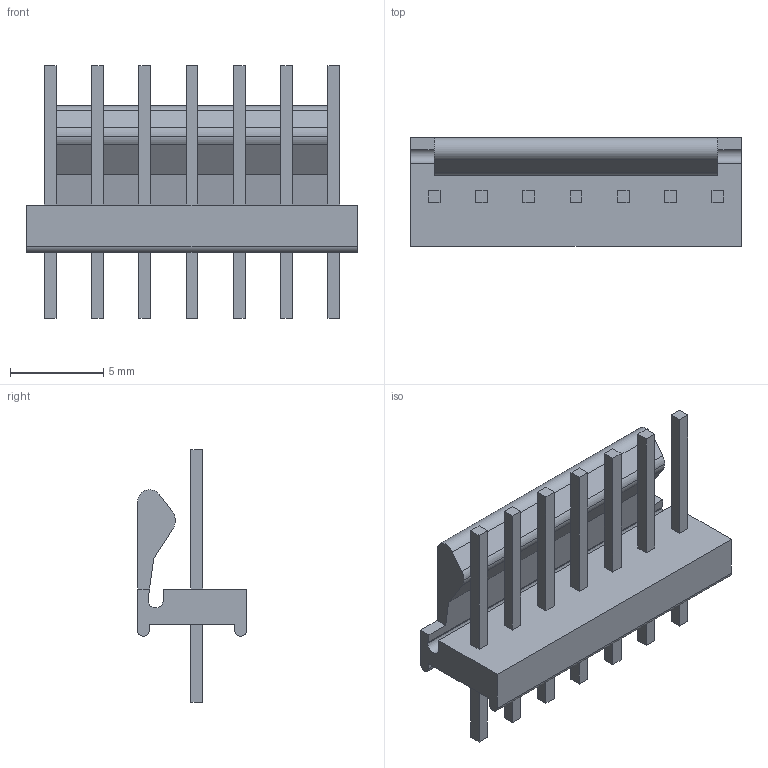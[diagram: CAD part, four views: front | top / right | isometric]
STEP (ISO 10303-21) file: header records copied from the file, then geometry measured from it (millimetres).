
FILE_DESCRIPTION(('STEP AP203'),'1');
FILE_NAME('640456-7.stp','2021-03-09T13:18:00',('TraceParts'),('TraceParts S.A.'),'Spatial InterOp 3D',' ',' ');
FILE_SCHEMA(('CONFIG_CONTROL_DESIGN'));
Length unit declared in the file: millimetre
Products named in the file (1): 1
Bounding box: 17.78 x 5.84 x 13.59 mm (x, y, z)
Volume: 334.4 mm3; surface area: 759.3 mm2
Topology: 1 solids, 1 shells, 93 faces, 231 edges, 154 vertices
Faces by surface type: plane 86, cylinder 7
Entity records: 2763 total; most frequent: CARTESIAN_POINT 479, ORIENTED_EDGE 462, DIRECTION 433, EDGE_CURVE 231, LINE 217, VECTOR 217, VERTEX_POINT 154, AXIS2_PLACEMENT_3D 108
